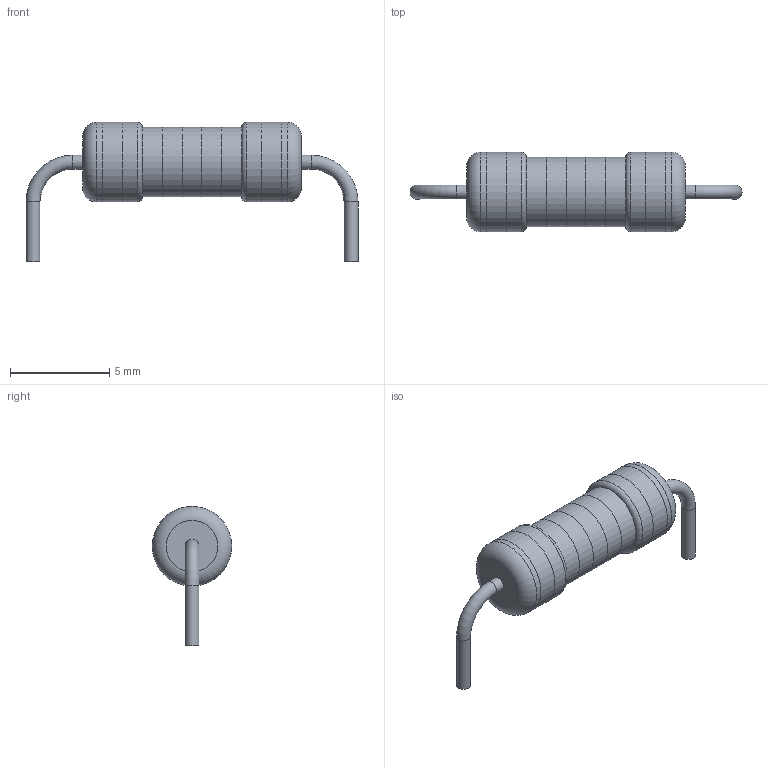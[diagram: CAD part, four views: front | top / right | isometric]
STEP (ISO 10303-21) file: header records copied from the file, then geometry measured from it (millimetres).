
FILE_DESCRIPTION(('FreeCAD Model'),'2;1');
FILE_NAME('Open CASCADE Shape Model','2022-11-30T08:38:49',(''),(''), 'Open CASCADE STEP processor 7.6','FreeCAD','Unknown');
FILE_SCHEMA(('AUTOMOTIVE_DESIGN { 1 0 10303 214 1 1 1 1 }'));
Length unit declared in the file: millimetre
Products named in the file (1): 1W
Bounding box: 16.7 x 4 x 7 mm (x, y, z)
Volume: 125.9 mm3; surface area: 179.9 mm2
Topology: 1 solids, 1 shells, 27 faces, 47 edges, 26 vertices
Faces by surface type: cylinder 15, plane 6, torus 6
Full cylindrical faces by diameter (mm): 0.7 x4, 3.5 x5, 4 x6
Entity records: 1419 total; most frequent: DIRECTION 228, CARTESIAN_POINT 201, LINE 99, VECTOR 99, ORIENTED_EDGE 94, PCURVE 94, DEFINITIONAL_REPRESENTATION 94, AXIS2_PLACEMENT_3D 60
